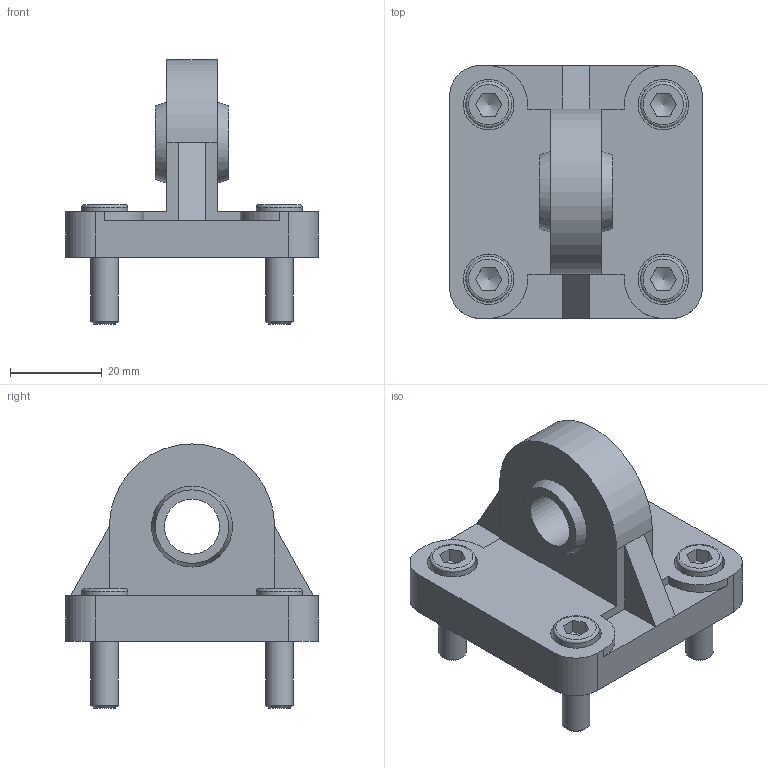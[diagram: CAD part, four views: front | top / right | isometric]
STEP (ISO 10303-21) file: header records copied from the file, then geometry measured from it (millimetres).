
FILE_DESCRIPTION(/* description */ (''),/* implementation_level */ '2;1');
FILE_NAME(/* name */ 'CAD_69544.stp',/* time_stamp */ '2016-06-09T18:48:55+02:00',/* author */ ('Hypex'),/* organization */ ('Hypex'),/* preprocessor_version */ 'ST-DEVELOPER v16.1',/* originating_system */ 'Autodesk Inventor 2016',/* authorisation */ '');
FILE_SCHEMA (('AUTOMOTIVE_DESIGN { 1 0 10303 214 3 1 1 }'));
Length unit declared in the file: millimetre
Products named in the file (1): CAD_69544
Bounding box: 55 x 55 x 57.5 mm (x, y, z)
Volume: 37304.4 mm3; surface area: 15622.7 mm2
Topology: 1 solids, 1 shells, 115 faces, 260 edges, 166 vertices
Faces by surface type: plane 70, cylinder 27, torus 8, cone 8, bspline 2
Full cylindrical faces by diameter (mm): 6 x4, 6.6 x4, 10 x4, 11 x4, 12 x1, 35 x1
Entity records: 3152 total; most frequent: CARTESIAN_POINT 604, DIRECTION 496, ORIENTED_EDGE 444, EDGE_CURVE 222, AXIS2_PLACEMENT_3D 186, EDGE_LOOP 170, VERTEX_POINT 162, LINE 124
